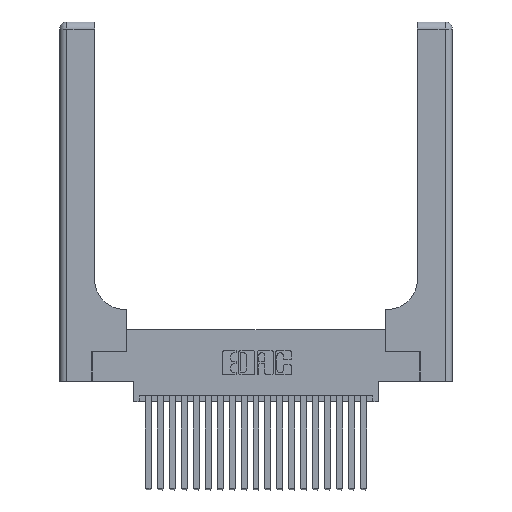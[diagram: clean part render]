
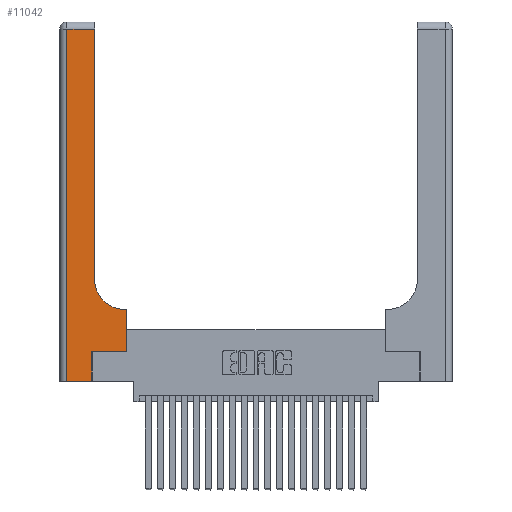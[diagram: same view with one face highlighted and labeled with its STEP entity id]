
A CAD part, top view. The second image highlights one B-rep face of the part: STEP entity #11042.
In plain terms, the highlighted planar face has unit normal (0, 0, 1).
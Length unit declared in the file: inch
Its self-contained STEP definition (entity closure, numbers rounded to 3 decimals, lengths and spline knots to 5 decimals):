
#45 = CARTESIAN_POINT ( 'NONE',  ( 0., 3., 0.37 ) ) ;
#47 = EDGE_CURVE ( 'NONE', #291, #5424, #1706, .T. ) ;
#239 = CARTESIAN_POINT ( 'NONE',  ( 0., 2.94, 0.37 ) ) ;
#286 = ORIENTED_EDGE ( 'NONE', *, *, #18236, .T. ) ;
#291 = VERTEX_POINT ( 'NONE', #4891 ) ;
#493 = CIRCLE ( 'NONE', #11917, 0.25 ) ;
#1105 = EDGE_CURVE ( 'NONE', #3154, #11426, #493, .T. ) ;
#1177 = ORIENTED_EDGE ( 'NONE', *, *, #17143, .T. ) ;
#1485 = DIRECTION ( 'NONE',  ( 1., 0., 0. ) ) ;
#1706 = LINE ( 'NONE', #9304, #14919 ) ;
#1884 = VECTOR ( 'NONE', #1485, 39.37008 ) ;
#1929 = DIRECTION ( 'NONE',  ( 0., 0., -1. ) ) ;
#1957 = VERTEX_POINT ( 'NONE', #5083 ) ;
#2770 = DIRECTION ( 'NONE',  ( 0., 1., 0. ) ) ;
#2784 = VECTOR ( 'NONE', #17456, 39.37008 ) ;
#3154 = VERTEX_POINT ( 'NONE', #19375 ) ;
#3363 = LINE ( 'NONE', #4979, #2784 ) ;
#3963 = DIRECTION ( 'NONE',  ( -1., 0., 0. ) ) ;
#4253 = DIRECTION ( 'NONE',  ( 0., -1., 0. ) ) ;
#4330 = ORIENTED_EDGE ( 'NONE', *, *, #47, .T. ) ;
#4388 = EDGE_CURVE ( 'NONE', #14424, #291, #7274, .T. ) ;
#4421 = FACE_OUTER_BOUND ( 'NONE', #7623, .T. ) ;
#4567 = CARTESIAN_POINT ( 'NONE',  ( 0.269, 0.25, 0.37 ) ) ;
#4588 = CARTESIAN_POINT ( 'NONE',  ( 0.5415, 0.85, 0.37 ) ) ;
#4891 = CARTESIAN_POINT ( 'NONE',  ( 0.269, 0., 0.37 ) ) ;
#4979 = CARTESIAN_POINT ( 'NONE',  ( 0.269, 0.25, 0.37 ) ) ;
#5083 = CARTESIAN_POINT ( 'NONE',  ( 0.2915, 2.94, 0.37 ) ) ;
#5424 = VERTEX_POINT ( 'NONE', #4567 ) ;
#5583 = CARTESIAN_POINT ( 'NONE',  ( 0.5585, 0.6, 0.37 ) ) ;
#6397 = DIRECTION ( 'NONE',  ( 1., 0., 0. ) ) ;
#7274 = LINE ( 'NONE', #12300, #1884 ) ;
#7432 = ORIENTED_EDGE ( 'NONE', *, *, #10194, .T. ) ;
#7518 = CARTESIAN_POINT ( 'NONE',  ( 0.5585, 0.25, 0.37 ) ) ;
#7531 = CARTESIAN_POINT ( 'NONE',  ( 0.2915, 0.6, 0.37 ) ) ;
#7623 = EDGE_LOOP ( 'NONE', ( #1177, #19641, #14407, #9151, #4330, #7432, #20453, #286, #17150 ) ) ;
#8010 = EDGE_CURVE ( 'NONE', #16984, #14424, #13847, .T. ) ;
#9137 = VECTOR ( 'NONE', #4253, 39.37008 ) ;
#9151 = ORIENTED_EDGE ( 'NONE', *, *, #4388, .T. ) ;
#9304 = CARTESIAN_POINT ( 'NONE',  ( 0.269, 0., 0.37 ) ) ;
#9652 = CARTESIAN_POINT ( 'NONE',  ( 0.06, 3., 0.37 ) ) ;
#9744 = VECTOR ( 'NONE', #3963, 39.37008 ) ;
#10097 = DIRECTION ( 'NONE',  ( 0., 1., 0. ) ) ;
#10121 = AXIS2_PLACEMENT_3D ( 'NONE', #45, #1929, #14490 ) ;
#10194 = EDGE_CURVE ( 'NONE', #5424, #17290, #3363, .T. ) ;
#10197 = LINE ( 'NONE', #13538, #10735 ) ;
#10281 = LINE ( 'NONE', #7531, #9744 ) ;
#10735 = VECTOR ( 'NONE', #2770, 39.37008 ) ;
#10934 = PLANE ( 'NONE',  #10121 ) ;
#11042 = ADVANCED_FACE ( 'NONE', ( #4421 ), #10934, .F. ) ;
#11426 = VERTEX_POINT ( 'NONE', #17406 ) ;
#11917 = AXIS2_PLACEMENT_3D ( 'NONE', #4588, #17063, #6397 ) ;
#12300 = CARTESIAN_POINT ( 'NONE',  ( 0., 0., 0.37 ) ) ;
#12539 = VECTOR ( 'NONE', #23054, 39.37008 ) ;
#12898 = DIRECTION ( 'NONE',  ( -1., 0., 0. ) ) ;
#13538 = CARTESIAN_POINT ( 'NONE',  ( 0.5585, 0.25, 0.37 ) ) ;
#13847 = LINE ( 'NONE', #9652, #9137 ) ;
#14407 = ORIENTED_EDGE ( 'NONE', *, *, #8010, .T. ) ;
#14424 = VERTEX_POINT ( 'NONE', #17186 ) ;
#14490 = DIRECTION ( 'NONE',  ( -1., 0., 0. ) ) ;
#14919 = VECTOR ( 'NONE', #10097, 39.37008 ) ;
#15047 = EDGE_CURVE ( 'NONE', #17290, #18788, #10197, .T. ) ;
#16984 = VERTEX_POINT ( 'NONE', #17242 ) ;
#17063 = DIRECTION ( 'NONE',  ( 0., 0., -1. ) ) ;
#17143 = EDGE_CURVE ( 'NONE', #11426, #1957, #17235, .T. ) ;
#17150 = ORIENTED_EDGE ( 'NONE', *, *, #1105, .T. ) ;
#17186 = CARTESIAN_POINT ( 'NONE',  ( 0.06, 0., 0.37 ) ) ;
#17235 = LINE ( 'NONE', #17769, #12539 ) ;
#17242 = CARTESIAN_POINT ( 'NONE',  ( 0.06, 2.94, 0.37 ) ) ;
#17290 = VERTEX_POINT ( 'NONE', #7518 ) ;
#17406 = CARTESIAN_POINT ( 'NONE',  ( 0.2915, 0.85, 0.37 ) ) ;
#17456 = DIRECTION ( 'NONE',  ( 1., 0., 0. ) ) ;
#17769 = CARTESIAN_POINT ( 'NONE',  ( 0.2915, 3., 0.37 ) ) ;
#18236 = EDGE_CURVE ( 'NONE', #18788, #3154, #10281, .T. ) ;
#18788 = VERTEX_POINT ( 'NONE', #5583 ) ;
#18954 = LINE ( 'NONE', #239, #19506 ) ;
#19375 = CARTESIAN_POINT ( 'NONE',  ( 0.5415, 0.6, 0.37 ) ) ;
#19506 = VECTOR ( 'NONE', #12898, 39.37008 ) ;
#19641 = ORIENTED_EDGE ( 'NONE', *, *, #22203, .T. ) ;
#20453 = ORIENTED_EDGE ( 'NONE', *, *, #15047, .T. ) ;
#22203 = EDGE_CURVE ( 'NONE', #1957, #16984, #18954, .T. ) ;
#23054 = DIRECTION ( 'NONE',  ( 0., 1., 0. ) ) ;
